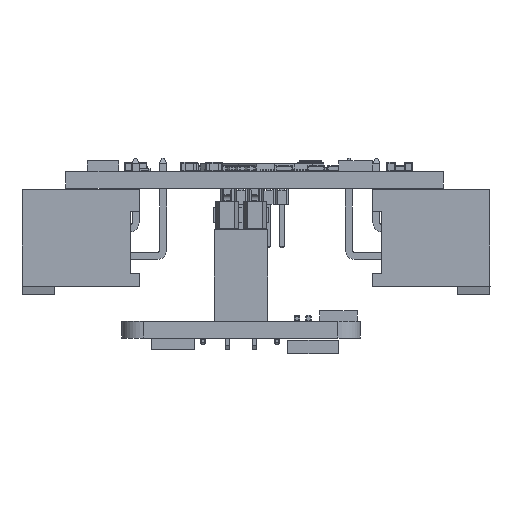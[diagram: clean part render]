
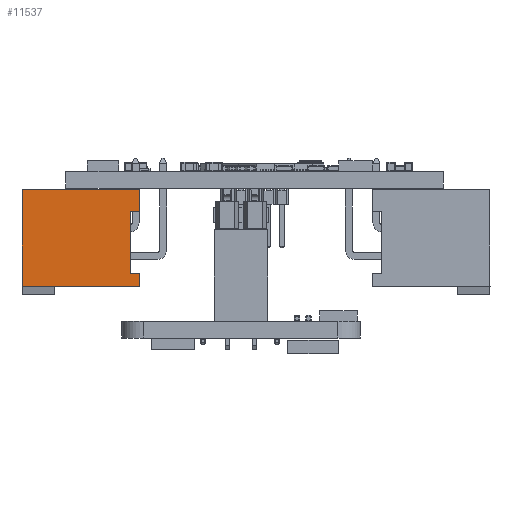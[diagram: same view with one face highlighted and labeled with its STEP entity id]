
A CAD part, front view. The second image highlights one B-rep face of the part: STEP entity #11537.
In plain terms, the highlighted face is planar.
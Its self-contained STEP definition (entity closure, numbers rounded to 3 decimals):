
#10060 = VERTEX_POINT('',#10061);
#10061 = CARTESIAN_POINT('',(-6.25,5.45,-4.1));
#10194 = VERTEX_POINT('',#10195);
#10195 = CARTESIAN_POINT('',(-6.25,5.45,4.875));
#10201 = EDGE_CURVE('',#10060,#10194,#10202,.T.);
#10202 = LINE('',#10203,#10204);
#10203 = CARTESIAN_POINT('',(-6.25,5.45,-4.1));
#10204 = VECTOR('',#10205,1.);
#10205 = DIRECTION('',(0.,0.,1.));
#10465 = EDGE_CURVE('',#10060,#10466,#10468,.T.);
#10466 = VERTEX_POINT('',#10467);
#10467 = CARTESIAN_POINT('',(-6.25,-5.45,-4.1));
#10468 = LINE('',#10469,#10470);
#10469 = CARTESIAN_POINT('',(-6.25,5.45,-4.1));
#10470 = VECTOR('',#10471,1.);
#10471 = DIRECTION('',(0.,-1.,0.));
#11004 = VERTEX_POINT('',#11005);
#11005 = CARTESIAN_POINT('',(-6.25,-4.6,2.825));
#11011 = EDGE_CURVE('',#11012,#11004,#11014,.T.);
#11012 = VERTEX_POINT('',#11013);
#11013 = CARTESIAN_POINT('',(-6.25,-5.45,2.825));
#11014 = LINE('',#11015,#11016);
#11015 = CARTESIAN_POINT('',(-6.25,-5.45,2.825));
#11016 = VECTOR('',#11017,1.);
#11017 = DIRECTION('',(0.,1.,0.));
#11095 = VERTEX_POINT('',#11096);
#11096 = CARTESIAN_POINT('',(-6.25,-4.6,-2.875));
#11102 = EDGE_CURVE('',#11095,#11004,#11103,.T.);
#11103 = LINE('',#11104,#11105);
#11104 = CARTESIAN_POINT('',(-6.25,-4.6,-2.875));
#11105 = VECTOR('',#11106,1.);
#11106 = DIRECTION('',(0.,0.,1.));
#11460 = EDGE_CURVE('',#11012,#11461,#11463,.T.);
#11461 = VERTEX_POINT('',#11462);
#11462 = CARTESIAN_POINT('',(-6.25,-5.45,4.875));
#11463 = LINE('',#11464,#11465);
#11464 = CARTESIAN_POINT('',(-6.25,-5.45,2.825));
#11465 = VECTOR('',#11466,1.);
#11466 = DIRECTION('',(0.,0.,1.));
#11501 = EDGE_CURVE('',#10466,#11502,#11504,.T.);
#11502 = VERTEX_POINT('',#11503);
#11503 = CARTESIAN_POINT('',(-6.25,-5.45,-2.875));
#11504 = LINE('',#11505,#11506);
#11505 = CARTESIAN_POINT('',(-6.25,-5.45,-4.1));
#11506 = VECTOR('',#11507,1.);
#11507 = DIRECTION('',(0.,0.,1.));
#11537 = ADVANCED_FACE('',(#11538),#11558,.T.);
#11538 = FACE_BOUND('',#11539,.F.);
#11539 = EDGE_LOOP('',(#11540,#11541,#11542,#11548,#11549,#11550,#11551,
    #11557));
#11540 = ORIENTED_EDGE('',*,*,#10465,.F.);
#11541 = ORIENTED_EDGE('',*,*,#10201,.T.);
#11542 = ORIENTED_EDGE('',*,*,#11543,.T.);
#11543 = EDGE_CURVE('',#10194,#11461,#11544,.T.);
#11544 = LINE('',#11545,#11546);
#11545 = CARTESIAN_POINT('',(-6.25,5.45,4.875));
#11546 = VECTOR('',#11547,1.);
#11547 = DIRECTION('',(0.,-1.,0.));
#11548 = ORIENTED_EDGE('',*,*,#11460,.F.);
#11549 = ORIENTED_EDGE('',*,*,#11011,.T.);
#11550 = ORIENTED_EDGE('',*,*,#11102,.F.);
#11551 = ORIENTED_EDGE('',*,*,#11552,.F.);
#11552 = EDGE_CURVE('',#11502,#11095,#11553,.T.);
#11553 = LINE('',#11554,#11555);
#11554 = CARTESIAN_POINT('',(-6.25,-5.45,-2.875));
#11555 = VECTOR('',#11556,1.);
#11556 = DIRECTION('',(0.,1.,0.));
#11557 = ORIENTED_EDGE('',*,*,#11501,.F.);
#11558 = PLANE('',#11559);
#11559 = AXIS2_PLACEMENT_3D('',#11560,#11561,#11562);
#11560 = CARTESIAN_POINT('',(-6.25,5.45,-4.875));
#11561 = DIRECTION('',(-1.,0.,0.));
#11562 = DIRECTION('',(0.,-1.,0.));
